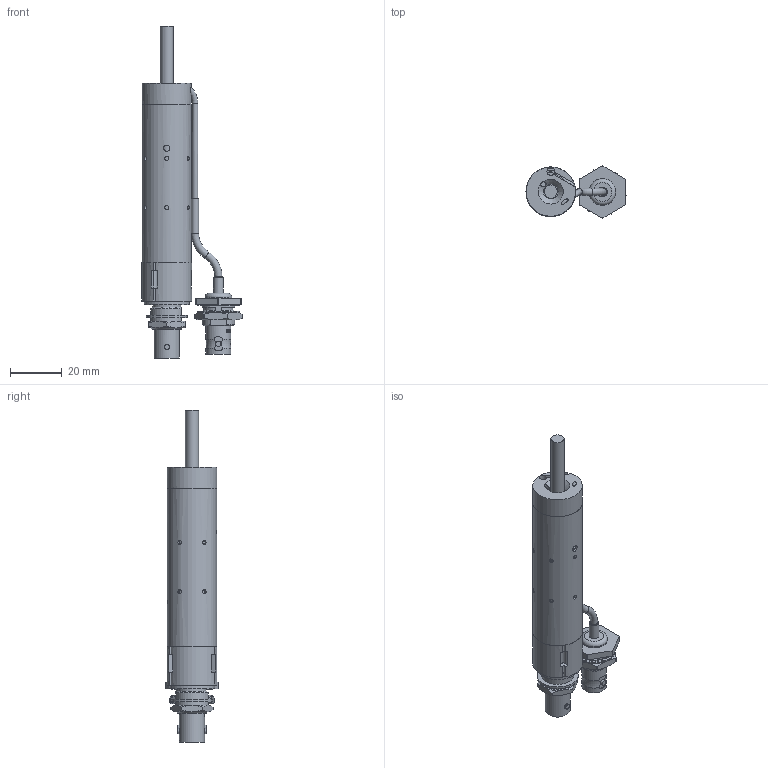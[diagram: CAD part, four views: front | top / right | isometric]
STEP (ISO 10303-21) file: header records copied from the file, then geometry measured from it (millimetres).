
FILE_DESCRIPTION(/* description */ (''),/* implementation_level */ '2;1');
FILE_NAME(/* name */ 'SHVFeedthroughFilterLEGEND.stp',/* time_stamp */ '2022-07-12T13:19:12-04:00',/* author */ ('elm79'),/* organization */ (''),/* preprocessor_version */ 'ST-DEVELOPER v19',/* originating_system */ 'Autodesk Inventor 2023',/* authorisation */ '');
FILE_SCHEMA (('AUTOMOTIVE_DESIGN { 1 0 10303 214 3 1 1 }'));
Products named in the file (28): SHVFeedthroughFilterWithPulseLine; c-5225059-03-o-3d; MOX1125-22; LEGENDCable; Washer; SHV_Feedthrough_PulserPCB; CAP_HV2225_VIS; CAP_HV2225_VIS_1; CAP_HV2225_VIS_2; CAP_HV2225_VIS_3; CAP_HV2225_VIS_4; CAP_HV2225_VIS_5; COMPOUND; SHV_Feedthrough_PulserPCB PCB; Part14; OuterTube; CapacitorArray; CapacitorArrayCenter; CAP_HV2225_VIS_6; LMR-100; User Library-BNC B6421E1ND3G550  Amphenol 112234; User Library-BNC B6421E1ND3G550  Amphenol 112234_Imported; User Library-BNC B6421E1ND3G550  Amphenol 112234_Imported1; User Library-BNC B6421E1ND3G550  Amphenol 112234_Imported2; User Library-BNC B6421E1ND3G550  Amphenol 112234_Imported3; Part32; EndCap; TubeInsulator
Assembly tree (38 placements, depth 4):
  SHVFeedthroughFilterWithPulseLine
    MOX1125-22  x2
    c-5225059-03-o-3d
    LEGENDCable
    Washer
    SHV_Feedthrough_PulserPCB
      CAP_HV2225_VIS
        COMPOUND
      CAP_HV2225_VIS_1
        COMPOUND
      CAP_HV2225_VIS_2
        COMPOUND
      CAP_HV2225_VIS_3
        COMPOUND
      CAP_HV2225_VIS_4
        COMPOUND
      CAP_HV2225_VIS_5
        COMPOUND
      SHV_Feedthrough_PulserPCB PCB
      Part14
    OuterTube
    CapacitorArray
      CAP_HV2225_VIS_6  x6
      CapacitorArrayCenter
    LMR-100
    User Library-BNC B6421E1ND3G550  Amphenol 112234
      User Library-BNC B6421E1ND3G550  Amphenol 112234_Imported
      User Library-BNC B6421E1ND3G550  Amphenol 112234_Imported1
      User Library-BNC B6421E1ND3G550  Amphenol 112234_Imported2
      User Library-BNC B6421E1ND3G550  Amphenol 112234_Imported3
      Part32
    EndCap
    TubeInsulator
Bounding box: 38.6 x 20.08 x 128.07 mm (x, y, z)
Volume: 16175.1 mm3; surface area: 22845.1 mm2
Topology: 60 solids, 60 shells, 810 faces, 1942 edges, 1291 vertices
Faces by surface type: plane 514, cylinder 164, bspline 84, cone 38, torus 10
Full cylindrical faces by diameter (mm): 0.5 x1, 0.508 x4, 0.7 x6, 0.8 x6, 1.587 x12, 1.981 x2, 2 x3, 2.11 x1, 2.2 x1, 2.381 x2, 2.54 x1, 2.79 x2, 3 x1, 3.332 x1, 3.56 x2, 3.7 x1, 3.8 x1, 3.861 x1, 4.5 x1, 4.928 x1, 5.08 x1, 5.309 x1, 5.588 x1, 6.477 x1, 6.553 x1, 8.3 x1, 8.382 x1, 9.6 x2, 9.652 x1, 9.665 x1
Entity records: 42847 total; most frequent: CARTESIAN_POINT 26911, ORIENTED_EDGE 3136, DIRECTION 2928, EDGE_CURVE 1568, AXIS2_PLACEMENT_3D 1062, VERTEX_POINT 1042, LINE 804, VECTOR 804
